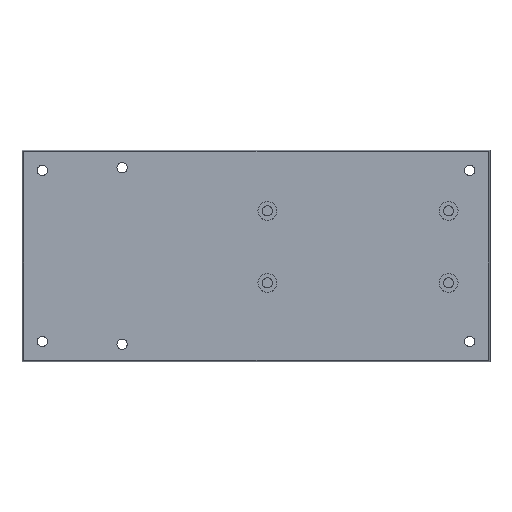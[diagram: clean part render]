
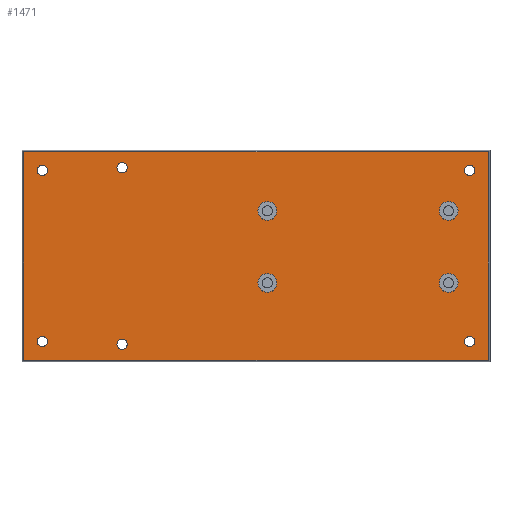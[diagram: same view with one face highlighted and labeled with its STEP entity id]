
A CAD part, top view. The second image highlights one B-rep face of the part: STEP entity #1471.
In plain terms, the highlighted planar face has unit normal (0, 0, 1).
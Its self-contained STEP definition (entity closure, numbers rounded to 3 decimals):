
#1195=CARTESIAN_POINT('',(159.718,9.746,3.5));
#1196=VERTEX_POINT('',#1195);
#1213=CARTESIAN_POINT('',(159.718,76.512,3.5));
#1214=VERTEX_POINT('',#1213);
#1221=CARTESIAN_POINT('',(159.718,76.512,3.5));
#1222=DIRECTION('',(0.,-1.,-0.));
#1223=VECTOR('',#1222,66.766);
#1224=LINE('',#1221,#1223);
#1225=EDGE_CURVE('',#1214,#1196,#1224,.T.);
#1244=CARTESIAN_POINT('',(10.953,76.512,3.5));
#1245=VERTEX_POINT('',#1244);
#1252=CARTESIAN_POINT('',(10.953,76.512,3.5));
#1253=DIRECTION('',(1.,0.,0.));
#1254=VECTOR('',#1253,148.766);
#1255=LINE('',#1252,#1254);
#1256=EDGE_CURVE('',#1245,#1214,#1255,.T.);
#1275=CARTESIAN_POINT('',(10.953,9.746,3.5));
#1276=VERTEX_POINT('',#1275);
#1283=CARTESIAN_POINT('',(10.953,9.746,3.5));
#1284=DIRECTION('',(0.,1.,0.));
#1285=VECTOR('',#1284,66.766);
#1286=LINE('',#1283,#1285);
#1287=EDGE_CURVE('',#1276,#1245,#1286,.T.);
#1305=CARTESIAN_POINT('',(159.718,9.746,3.5));
#1306=DIRECTION('',(-1.,-0.,-0.));
#1307=VECTOR('',#1306,148.766);
#1308=LINE('',#1305,#1307);
#1309=EDGE_CURVE('',#1196,#1276,#1308,.T.);
#1314=CARTESIAN_POINT('',(0.447,-8.191,3.5));
#1315=DIRECTION('',(0.,-0.,1.));
#1316=DIRECTION('',(1.,0.,0.));
#1317=AXIS2_PLACEMENT_3D('',#1314,#1315,#1316);
#1318=PLANE('',#1317);
#1319=CARTESIAN_POINT('',(42.464,13.229,3.5));
#1320=VERTEX_POINT('',#1319);
#1321=CARTESIAN_POINT('',(42.464,14.879,3.5));
#1322=DIRECTION('',(0.,-0.,1.));
#1323=DIRECTION('',(0.,-1.,-0.));
#1324=AXIS2_PLACEMENT_3D('',#1321,#1322,#1323);
#1325=CIRCLE('',#1324,1.65);
#1326=EDGE_CURVE('',#1320,#1320,#1325,.T.);
#1327=ORIENTED_EDGE('',*,*,#1326,.F.);
#1328=EDGE_LOOP('',(#1327));
#1329=FACE_BOUND('',#1328,.T.);
#1330=CARTESIAN_POINT('',(42.464,69.729,3.5));
#1331=VERTEX_POINT('',#1330);
#1332=CARTESIAN_POINT('',(42.464,71.379,3.5));
#1333=DIRECTION('',(0.,-0.,1.));
#1334=DIRECTION('',(0.,-1.,-0.));
#1335=AXIS2_PLACEMENT_3D('',#1332,#1333,#1334);
#1336=CIRCLE('',#1335,1.65);
#1337=EDGE_CURVE('',#1331,#1331,#1336,.T.);
#1338=ORIENTED_EDGE('',*,*,#1337,.F.);
#1339=EDGE_LOOP('',(#1338));
#1340=FACE_BOUND('',#1339,.T.);
#1341=CARTESIAN_POINT('',(147.009,37.51,3.5));
#1342=VERTEX_POINT('',#1341);
#1343=CARTESIAN_POINT('',(147.009,31.51,3.5));
#1344=VERTEX_POINT('',#1343);
#1345=CARTESIAN_POINT('',(147.009,34.51,3.5));
#1346=DIRECTION('',(0.,-0.,1.));
#1347=DIRECTION('',(0.,-1.,-0.));
#1348=AXIS2_PLACEMENT_3D('',#1345,#1346,#1347);
#1349=CIRCLE('',#1348,3.);
#1350=EDGE_CURVE('',#1342,#1344,#1349,.T.);
#1351=ORIENTED_EDGE('',*,*,#1350,.F.);
#1352=CARTESIAN_POINT('',(147.009,34.51,3.5));
#1353=DIRECTION('',(0.,-0.,1.));
#1354=DIRECTION('',(0.,-1.,-0.));
#1355=AXIS2_PLACEMENT_3D('',#1352,#1353,#1354);
#1356=CIRCLE('',#1355,3.);
#1357=EDGE_CURVE('',#1344,#1342,#1356,.T.);
#1358=ORIENTED_EDGE('',*,*,#1357,.F.);
#1359=EDGE_LOOP('',(#1351,#1358));
#1360=FACE_BOUND('',#1359,.T.);
#1361=CARTESIAN_POINT('',(88.959,60.56,3.5));
#1362=VERTEX_POINT('',#1361);
#1363=CARTESIAN_POINT('',(88.959,54.56,3.5));
#1364=VERTEX_POINT('',#1363);
#1365=CARTESIAN_POINT('',(88.959,57.56,3.5));
#1366=DIRECTION('',(0.,-0.,1.));
#1367=DIRECTION('',(0.,-1.,-0.));
#1368=AXIS2_PLACEMENT_3D('',#1365,#1366,#1367);
#1369=CIRCLE('',#1368,3.);
#1370=EDGE_CURVE('',#1362,#1364,#1369,.T.);
#1371=ORIENTED_EDGE('',*,*,#1370,.F.);
#1372=CARTESIAN_POINT('',(88.959,57.56,3.5));
#1373=DIRECTION('',(0.,-0.,1.));
#1374=DIRECTION('',(0.,-1.,-0.));
#1375=AXIS2_PLACEMENT_3D('',#1372,#1373,#1374);
#1376=CIRCLE('',#1375,3.);
#1377=EDGE_CURVE('',#1364,#1362,#1376,.T.);
#1378=ORIENTED_EDGE('',*,*,#1377,.F.);
#1379=EDGE_LOOP('',(#1371,#1378));
#1380=FACE_BOUND('',#1379,.T.);
#1381=CARTESIAN_POINT('',(147.009,60.56,3.5));
#1382=VERTEX_POINT('',#1381);
#1383=CARTESIAN_POINT('',(147.009,54.56,3.5));
#1384=VERTEX_POINT('',#1383);
#1385=CARTESIAN_POINT('',(147.009,57.56,3.5));
#1386=DIRECTION('',(0.,-0.,1.));
#1387=DIRECTION('',(0.,-1.,-0.));
#1388=AXIS2_PLACEMENT_3D('',#1385,#1386,#1387);
#1389=CIRCLE('',#1388,3.);
#1390=EDGE_CURVE('',#1382,#1384,#1389,.T.);
#1391=ORIENTED_EDGE('',*,*,#1390,.F.);
#1392=CARTESIAN_POINT('',(147.009,57.56,3.5));
#1393=DIRECTION('',(0.,-0.,1.));
#1394=DIRECTION('',(0.,-1.,-0.));
#1395=AXIS2_PLACEMENT_3D('',#1392,#1393,#1394);
#1396=CIRCLE('',#1395,3.);
#1397=EDGE_CURVE('',#1384,#1382,#1396,.T.);
#1398=ORIENTED_EDGE('',*,*,#1397,.F.);
#1399=EDGE_LOOP('',(#1391,#1398));
#1400=FACE_BOUND('',#1399,.T.);
#1401=CARTESIAN_POINT('',(88.959,37.51,3.5));
#1402=VERTEX_POINT('',#1401);
#1403=CARTESIAN_POINT('',(88.959,31.51,3.5));
#1404=VERTEX_POINT('',#1403);
#1405=CARTESIAN_POINT('',(88.959,34.51,3.5));
#1406=DIRECTION('',(0.,-0.,1.));
#1407=DIRECTION('',(0.,-1.,-0.));
#1408=AXIS2_PLACEMENT_3D('',#1405,#1406,#1407);
#1409=CIRCLE('',#1408,3.);
#1410=EDGE_CURVE('',#1402,#1404,#1409,.T.);
#1411=ORIENTED_EDGE('',*,*,#1410,.F.);
#1412=CARTESIAN_POINT('',(88.959,34.51,3.5));
#1413=DIRECTION('',(0.,-0.,1.));
#1414=DIRECTION('',(0.,-1.,-0.));
#1415=AXIS2_PLACEMENT_3D('',#1412,#1413,#1414);
#1416=CIRCLE('',#1415,3.);
#1417=EDGE_CURVE('',#1404,#1402,#1416,.T.);
#1418=ORIENTED_EDGE('',*,*,#1417,.F.);
#1419=EDGE_LOOP('',(#1411,#1418));
#1420=FACE_BOUND('',#1419,.T.);
#1421=CARTESIAN_POINT('',(153.718,68.862,3.5));
#1422=VERTEX_POINT('',#1421);
#1423=CARTESIAN_POINT('',(153.718,70.512,3.5));
#1424=DIRECTION('',(0.,-0.,1.));
#1425=DIRECTION('',(0.,-1.,-0.));
#1426=AXIS2_PLACEMENT_3D('',#1423,#1424,#1425);
#1427=CIRCLE('',#1426,1.65);
#1428=EDGE_CURVE('',#1422,#1422,#1427,.T.);
#1429=ORIENTED_EDGE('',*,*,#1428,.F.);
#1430=EDGE_LOOP('',(#1429));
#1431=FACE_BOUND('',#1430,.T.);
#1432=CARTESIAN_POINT('',(153.718,14.096,3.5));
#1433=VERTEX_POINT('',#1432);
#1434=CARTESIAN_POINT('',(153.718,15.746,3.5));
#1435=DIRECTION('',(0.,-0.,1.));
#1436=DIRECTION('',(0.,-1.,-0.));
#1437=AXIS2_PLACEMENT_3D('',#1434,#1435,#1436);
#1438=CIRCLE('',#1437,1.65);
#1439=EDGE_CURVE('',#1433,#1433,#1438,.T.);
#1440=ORIENTED_EDGE('',*,*,#1439,.F.);
#1441=EDGE_LOOP('',(#1440));
#1442=FACE_BOUND('',#1441,.T.);
#1443=CARTESIAN_POINT('',(16.953,14.096,3.5));
#1444=VERTEX_POINT('',#1443);
#1445=CARTESIAN_POINT('',(16.953,15.746,3.5));
#1446=DIRECTION('',(0.,-0.,1.));
#1447=DIRECTION('',(0.,-1.,-0.));
#1448=AXIS2_PLACEMENT_3D('',#1445,#1446,#1447);
#1449=CIRCLE('',#1448,1.65);
#1450=EDGE_CURVE('',#1444,#1444,#1449,.T.);
#1451=ORIENTED_EDGE('',*,*,#1450,.F.);
#1452=EDGE_LOOP('',(#1451));
#1453=FACE_BOUND('',#1452,.T.);
#1454=CARTESIAN_POINT('',(16.953,68.862,3.5));
#1455=VERTEX_POINT('',#1454);
#1456=CARTESIAN_POINT('',(16.953,70.512,3.5));
#1457=DIRECTION('',(0.,-0.,1.));
#1458=DIRECTION('',(0.,-1.,-0.));
#1459=AXIS2_PLACEMENT_3D('',#1456,#1457,#1458);
#1460=CIRCLE('',#1459,1.65);
#1461=EDGE_CURVE('',#1455,#1455,#1460,.T.);
#1462=ORIENTED_EDGE('',*,*,#1461,.F.);
#1463=EDGE_LOOP('',(#1462));
#1464=FACE_BOUND('',#1463,.T.);
#1465=ORIENTED_EDGE('',*,*,#1225,.F.);
#1466=ORIENTED_EDGE('',*,*,#1256,.F.);
#1467=ORIENTED_EDGE('',*,*,#1287,.F.);
#1468=ORIENTED_EDGE('',*,*,#1309,.F.);
#1469=EDGE_LOOP('',(#1465,#1466,#1467,#1468));
#1470=FACE_BOUND('',#1469,.T.);
#1471=ADVANCED_FACE('',(#1329,#1340,#1360,#1380,#1400,#1420,#1431,#1442,#1453,#1464,#1470),#1318,.T.);
